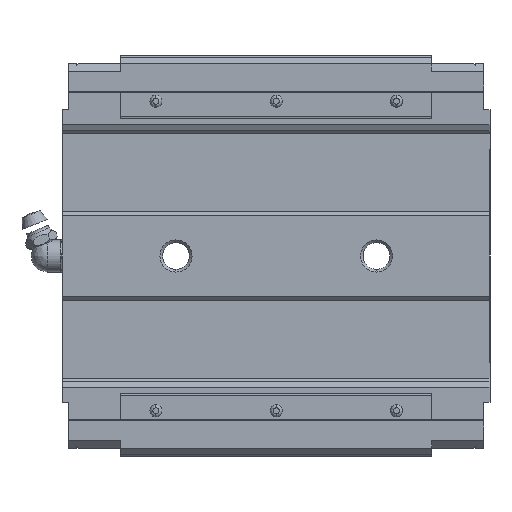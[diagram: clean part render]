
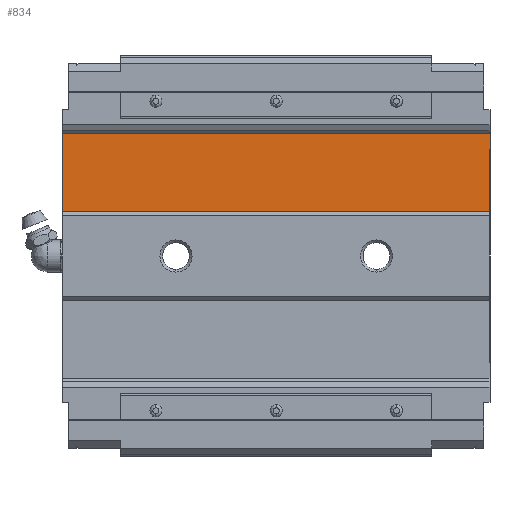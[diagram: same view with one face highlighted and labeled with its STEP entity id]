
A CAD part, front view. The second image highlights one B-rep face of the part: STEP entity #834.
In plain terms, the highlighted planar face has unit normal (0, -1, 0).
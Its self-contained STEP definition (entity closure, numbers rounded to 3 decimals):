
#279 = CARTESIAN_POINT ( 'NONE',  ( 53.3, 15., 32.018 ) ) ;
#358 = DIRECTION ( 'NONE',  ( 1., 0., 0. ) ) ;
#539 = VECTOR ( 'NONE', #3100, 1000. ) ;
#651 = CARTESIAN_POINT ( 'NONE',  ( -53.3, 15., 32.018 ) ) ;
#661 = ORIENTED_EDGE ( 'NONE', *, *, #1069, .T. ) ;
#793 = CARTESIAN_POINT ( 'NONE',  ( 53.3, 15., 11. ) ) ;
#834 = ADVANCED_FACE ( 'NONE', ( #7216 ), #6056, .T. ) ;
#1069 = EDGE_CURVE ( 'NONE', #1819, #7276, #4284, .T. ) ;
#1185 = EDGE_CURVE ( 'NONE', #7276, #6129, #7408, .T. ) ;
#1278 = ORIENTED_EDGE ( 'NONE', *, *, #5658, .T. ) ;
#1561 = EDGE_CURVE ( 'NONE', #6129, #6571, #3126, .T. ) ;
#1819 = VERTEX_POINT ( 'NONE', #2850 ) ;
#2557 = DIRECTION ( 'NONE',  ( 0., 0., -1. ) ) ;
#2674 = DIRECTION ( 'NONE',  ( 0., -1., 0. ) ) ;
#2786 = CARTESIAN_POINT ( 'NONE',  ( 53.3, 15., 32.018 ) ) ;
#2850 = CARTESIAN_POINT ( 'NONE',  ( 53.3, 15., 11. ) ) ;
#3029 = VECTOR ( 'NONE', #6626, 1000. ) ;
#3100 = DIRECTION ( 'NONE',  ( 0., 0., 1. ) ) ;
#3126 = LINE ( 'NONE', #7238, #3029 ) ;
#3426 = EDGE_LOOP ( 'NONE', ( #661, #6578, #5572, #1278 ) ) ;
#4001 = LINE ( 'NONE', #6311, #5035 ) ;
#4212 = VECTOR ( 'NONE', #6291, 1000. ) ;
#4284 = LINE ( 'NONE', #6566, #539 ) ;
#5035 = VECTOR ( 'NONE', #358, 1000. ) ;
#5491 = AXIS2_PLACEMENT_3D ( 'NONE', #793, #2674, #2557 ) ;
#5572 = ORIENTED_EDGE ( 'NONE', *, *, #1561, .T. ) ;
#5658 = EDGE_CURVE ( 'NONE', #6571, #1819, #4001, .T. ) ;
#6056 = PLANE ( 'NONE',  #5491 ) ;
#6129 = VERTEX_POINT ( 'NONE', #651 ) ;
#6291 = DIRECTION ( 'NONE',  ( -1., 0., 0. ) ) ;
#6311 = CARTESIAN_POINT ( 'NONE',  ( 53.3, 15., 11. ) ) ;
#6566 = CARTESIAN_POINT ( 'NONE',  ( 53.3, 15., 11. ) ) ;
#6571 = VERTEX_POINT ( 'NONE', #6835 ) ;
#6578 = ORIENTED_EDGE ( 'NONE', *, *, #1185, .T. ) ;
#6626 = DIRECTION ( 'NONE',  ( 0., 0., -1. ) ) ;
#6835 = CARTESIAN_POINT ( 'NONE',  ( -53.3, 15., 11. ) ) ;
#7216 = FACE_OUTER_BOUND ( 'NONE', #3426, .T. ) ;
#7238 = CARTESIAN_POINT ( 'NONE',  ( -53.3, 15., 11. ) ) ;
#7276 = VERTEX_POINT ( 'NONE', #279 ) ;
#7408 = LINE ( 'NONE', #2786, #4212 ) ;
